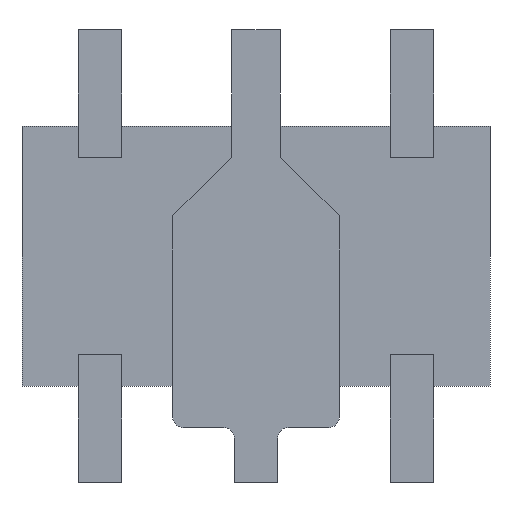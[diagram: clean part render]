
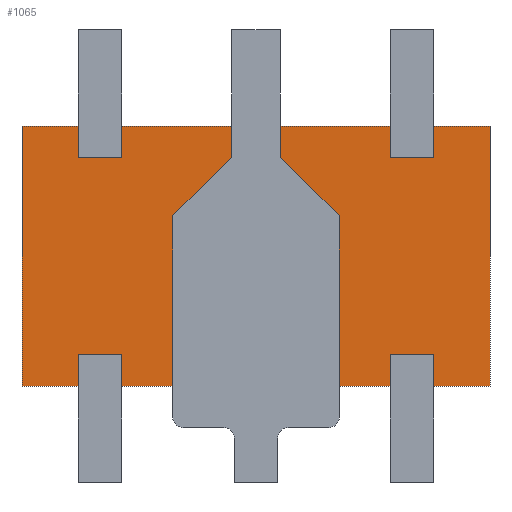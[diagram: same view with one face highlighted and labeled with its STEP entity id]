
A CAD part, front view. The second image highlights one B-rep face of the part: STEP entity #1065.
In plain terms, the highlighted planar face has unit normal (0, -1, 0).
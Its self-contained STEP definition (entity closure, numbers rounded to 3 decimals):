
#63 = DIRECTION ( 'NONE',  ( 0., 0., -1. ) ) ;
#139 = CARTESIAN_POINT ( 'NONE',  ( -2.25, 0.02, 1.25 ) ) ;
#176 = LINE ( 'NONE', #366, #1175 ) ;
#288 = CARTESIAN_POINT ( 'NONE',  ( 2.25, 0.02, -1.25 ) ) ;
#314 = ORIENTED_EDGE ( 'NONE', *, *, #1621, .F. ) ;
#315 = DIRECTION ( 'NONE',  ( 0., -1., 0. ) ) ;
#324 = LINE ( 'NONE', #1534, #1093 ) ;
#366 = CARTESIAN_POINT ( 'NONE',  ( -2.25, 0.02, 1.25 ) ) ;
#396 = LINE ( 'NONE', #2166, #2046 ) ;
#506 = VERTEX_POINT ( 'NONE', #2172 ) ;
#560 = EDGE_CURVE ( 'NONE', #666, #985, #176, .T. ) ;
#666 = VERTEX_POINT ( 'NONE', #1117 ) ;
#789 = AXIS2_PLACEMENT_3D ( 'NONE', #1076, #315, #63 ) ;
#866 = LINE ( 'NONE', #881, #1919 ) ;
#881 = CARTESIAN_POINT ( 'NONE',  ( 2.25, 0.02, 1.25 ) ) ;
#985 = VERTEX_POINT ( 'NONE', #139 ) ;
#1030 = DIRECTION ( 'NONE',  ( 0., 0., -1. ) ) ;
#1065 = ADVANCED_FACE ( 'NONE', ( #1724 ), #2498, .T. ) ;
#1076 = CARTESIAN_POINT ( 'NONE',  ( 2.25, 0.02, -1.25 ) ) ;
#1093 = VECTOR ( 'NONE', #1198, 1000. ) ;
#1117 = CARTESIAN_POINT ( 'NONE',  ( -2.25, 0.02, -1.25 ) ) ;
#1175 = VECTOR ( 'NONE', #1179, 1000. ) ;
#1179 = DIRECTION ( 'NONE',  ( 0., 0., 1. ) ) ;
#1198 = DIRECTION ( 'NONE',  ( 1., 0., 0. ) ) ;
#1244 = VERTEX_POINT ( 'NONE', #288 ) ;
#1316 = ORIENTED_EDGE ( 'NONE', *, *, #1384, .F. ) ;
#1384 = EDGE_CURVE ( 'NONE', #985, #506, #324, .T. ) ;
#1526 = EDGE_LOOP ( 'NONE', ( #2248, #1316, #2402, #314 ) ) ;
#1534 = CARTESIAN_POINT ( 'NONE',  ( -2.25, 0.02, 1.25 ) ) ;
#1621 = EDGE_CURVE ( 'NONE', #1244, #666, #396, .T. ) ;
#1724 = FACE_OUTER_BOUND ( 'NONE', #1526, .T. ) ;
#1787 = EDGE_CURVE ( 'NONE', #506, #1244, #866, .T. ) ;
#1919 = VECTOR ( 'NONE', #1030, 1000. ) ;
#2046 = VECTOR ( 'NONE', #2390, 1000. ) ;
#2166 = CARTESIAN_POINT ( 'NONE',  ( -2.25, 0.02, -1.25 ) ) ;
#2172 = CARTESIAN_POINT ( 'NONE',  ( 2.25, 0.02, 1.25 ) ) ;
#2248 = ORIENTED_EDGE ( 'NONE', *, *, #1787, .F. ) ;
#2390 = DIRECTION ( 'NONE',  ( -1., 0., 0. ) ) ;
#2402 = ORIENTED_EDGE ( 'NONE', *, *, #560, .F. ) ;
#2498 = PLANE ( 'NONE',  #789 ) ;
